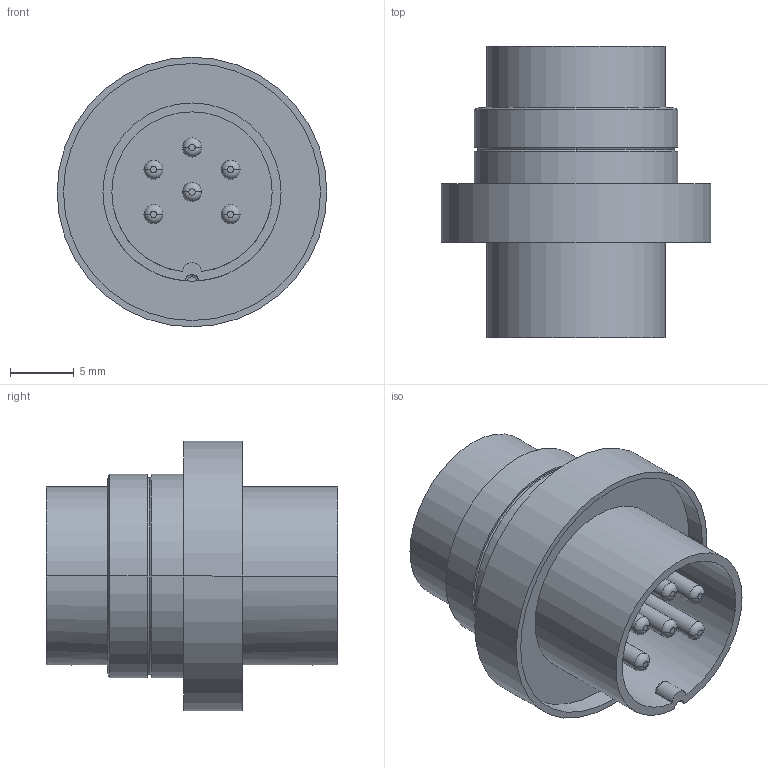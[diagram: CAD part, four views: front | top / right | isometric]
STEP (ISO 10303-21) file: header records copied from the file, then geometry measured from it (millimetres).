
FILE_DESCRIPTION(('STEP AP214'),'1');
FILE_NAME('tmp0.stp',' ',(' '),(' '),'XStep 1.0',' ',' ');
FILE_SCHEMA(('automotive_design'));
Length unit declared in the file: millimetre
Bounding box: 21.2 x 22.9 x 21.2 mm (x, y, z)
Volume: 2296.5 mm3; surface area: 3269.9 mm2
Topology: 1 solids, 1 shells, 108 faces, 232 edges, 146 vertices
Faces by surface type: cylinder 44, torus 36, plane 26, cone 2
Entity records: 3962 total; most frequent: DIRECTION 616, CARTESIAN_POINT 575, ORIENTED_EDGE 464, AXIS2_PLACEMENT_3D 283, EDGE_CURVE 232, CIRCLE 174, VERTEX_POINT 146, EDGE_LOOP 128
